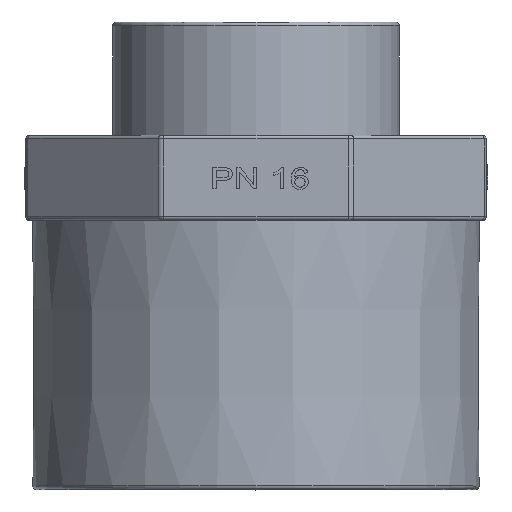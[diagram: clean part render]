
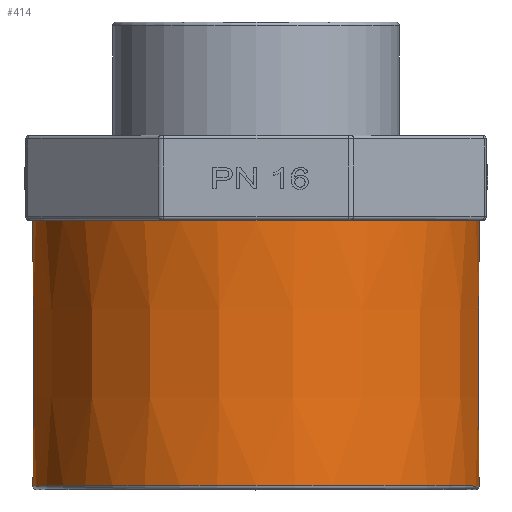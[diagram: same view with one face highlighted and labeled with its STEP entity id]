
A CAD part, top view. The second image highlights one B-rep face of the part: STEP entity #414.
In plain terms, the highlighted conical face has half-angle 0.075 degrees and reference radius 31.55 mm.
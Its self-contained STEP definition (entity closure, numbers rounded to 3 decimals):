
#392=CONICAL_SURFACE('',#4726,31.55,0.075);
#414=ADVANCED_FACE('',(#1284,#1285),#392,.T.);
#1284=FACE_BOUND('',#1364,.T.);
#1285=FACE_BOUND('',#1365,.T.);
#1364=EDGE_LOOP('',(#1963));
#1365=EDGE_LOOP('',(#1964));
#1669=CIRCLE('',#4723,31.55);
#1670=CIRCLE('',#4725,31.501);
#1963=ORIENTED_EDGE('',*,*,#3714,.F.);
#1964=ORIENTED_EDGE('',*,*,#3713,.T.);
#3276=VERTEX_POINT('',#7146);
#3277=VERTEX_POINT('',#7149);
#3713=EDGE_CURVE('',#3276,#3276,#1669,.T.);
#3714=EDGE_CURVE('',#3277,#3277,#1670,.T.);
#4723=AXIS2_PLACEMENT_3D('',#7145,#5115,#5116);
#4725=AXIS2_PLACEMENT_3D('',#7148,#5119,#5120);
#4726=AXIS2_PLACEMENT_3D('',#7150,#5121,#5122);
#5115=DIRECTION('',(0.,-1.,0.));
#5116=DIRECTION('',(0.,0.,-1.));
#5119=DIRECTION('',(0.,-1.,0.));
#5120=DIRECTION('',(0.,0.,-1.));
#5121=DIRECTION('',(0.,1.,0.));
#5122=DIRECTION('',(0.,0.,1.));
#7145=CARTESIAN_POINT('',(41705.375,8519.589,0.));
#7146=CARTESIAN_POINT('',(41705.375,8519.589,-31.55));
#7148=CARTESIAN_POINT('',(41705.375,8482.088,0.));
#7149=CARTESIAN_POINT('',(41705.375,8482.088,-31.501));
#7150=CARTESIAN_POINT('',(41705.375,8519.589,0.));
